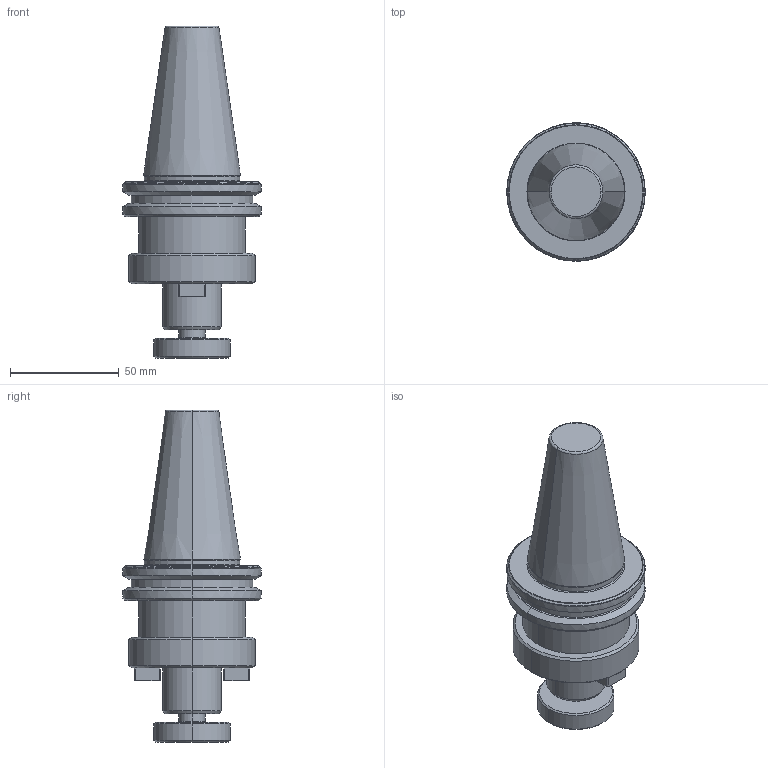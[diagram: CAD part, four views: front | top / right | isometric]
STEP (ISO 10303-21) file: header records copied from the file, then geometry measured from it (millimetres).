
FILE_DESCRIPTION (( 'STEP AP203' ), '1' );
FILE_NAME ('SK40 FMH27 050 AD-6.3G15000 SL SP.S.STEP', '2019-05-02T03:36:37', ( '' ), ( '' ), 'SwSTEP 2.0', 'SolidWorks 2014', '' );
FILE_SCHEMA (( 'CONFIG_CONTROL_DESIGN' ));
Length unit declared in the file: millimetre
Products named in the file (1): SK40 FMH27 050 AD-6.3G15000 SL SP.S
Bounding box: 63.5 x 63.5 x 152.4 mm (x, y, z)
Volume: 208487.4 mm3; surface area: 28388.9 mm2
Topology: 1 solids, 1 shells, 119 faces, 284 edges, 177 vertices
Faces by surface type: plane 37, cone 27, cylinder 20, bspline 19, torus 16
Entity records: 4511 total; most frequent: CARTESIAN_POINT 1749, ORIENTED_EDGE 568, DIRECTION 557, EDGE_CURVE 284, AXIS2_PLACEMENT_3D 221, VERTEX_POINT 177, EDGE_LOOP 129, CIRCLE 120
